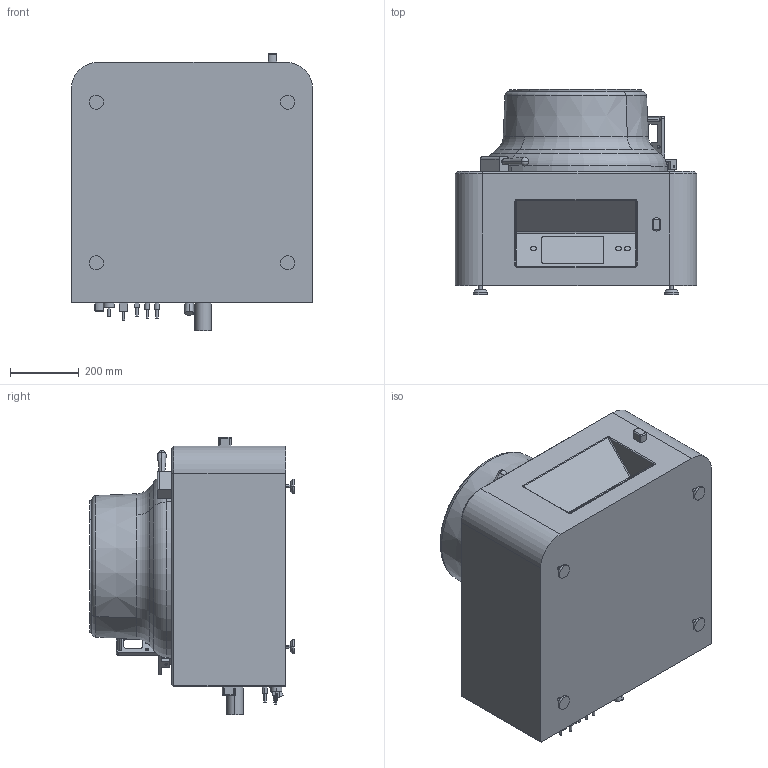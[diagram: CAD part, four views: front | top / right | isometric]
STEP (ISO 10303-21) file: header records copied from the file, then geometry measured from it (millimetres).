
FILE_DESCRIPTION((''),'2;1');
FILE_NAME('A_BSD_ENVELOPE_ASM','2025-05-06T09:37:52',('bwaterworth'),(''),'CREO PARAMETRIC BY PTC INC, 2020354','CREO PARAMETRIC BY PTC INC, 2020354','');
FILE_SCHEMA(('CONFIG_CONTROL_DESIGN'));
Length unit declared in the file: inch
Products named in the file (3): A-B-SC3_ENVELOPE; A-SD3_LID_ENVELOPE; A_BSD_ENVELOPE_ASM
Assembly tree (2 placements, depth 2):
  A_BSD_ENVELOPE_ASM
    A-B-SC3_ENVELOPE
    A-SD3_LID_ENVELOPE
Bounding box: 701.67 x 595.25 x 805.87 mm (x, y, z)
Volume: 136613751.3 mm3; surface area: 3538642.7 mm2
Topology: 2 solids, 2 shells, 356 faces, 818 edges, 513 vertices
Faces by surface type: cylinder 152, plane 126, cone 34, torus 28, sphere 12, bspline 4
Entity records: 10591 total; most frequent: CARTESIAN_POINT 2121, DIRECTION 1898, ORIENTED_EDGE 1632, EDGE_CURVE 816, AXIS2_PLACEMENT_3D 747, VERTEX_POINT 513, EDGE_LOOP 425, VECTOR 404
